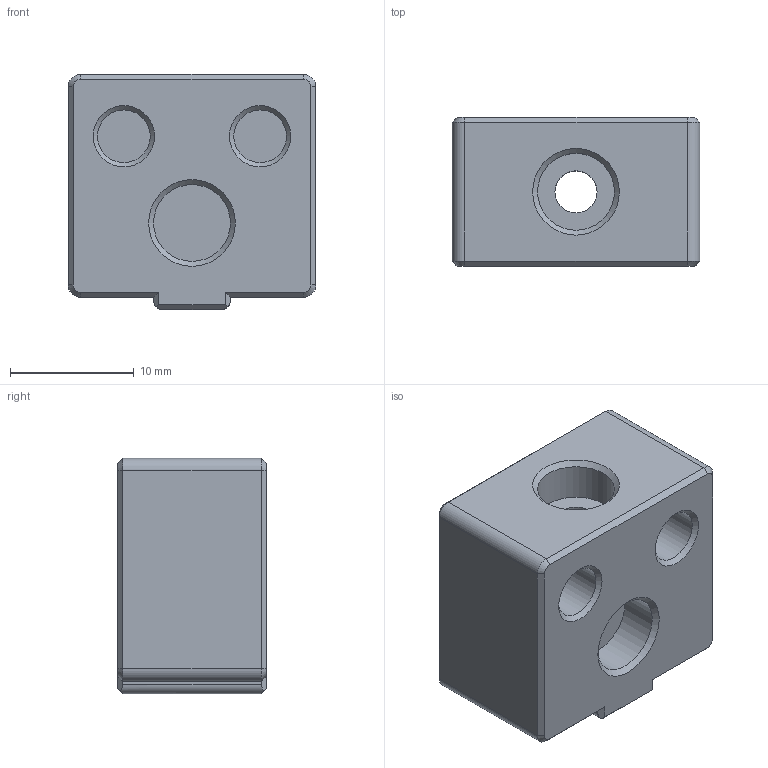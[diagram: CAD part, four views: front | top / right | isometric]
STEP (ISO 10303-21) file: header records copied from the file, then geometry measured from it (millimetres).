
FILE_DESCRIPTION(/* description */ ('FreeCAD Model','CAx-IF Rec.Pracs.---Representation and Presentation of Product Manufacturing Information (PMI)---4.0---2014-10-13'),/* implementation_level */ '2;1');
FILE_NAME(/* name */ 'Mount Dock x2 v2.step',/* time_stamp */ '2025-03-30T13:19:16-06:00',/* author */ (''),/* organization */ (''),/* preprocessor_version */ 'ST-DEVELOPER v20',/* originating_system */ 'Autodesk Translation Framework v13.20.0.188',/* authorisation */ '');
FILE_SCHEMA (('AP242_MANAGED_MODEL_BASED_3D_ENGINEERING_MIM_LF { 1 0 10303 442 1 1 4 }'));
Length unit declared in the file: millimetre
Products named in the file (2): Nude_Dock; Body002
Assembly tree (1 placements, depth 2):
  Nude_Dock
    Body002
Bounding box: 20 x 12 x 19 mm (x, y, z)
Volume: 3872.5 mm3; surface area: 2004.9 mm2
Topology: 1 solids, 1 shells, 53 faces, 117 edges, 70 vertices
Faces by surface type: plane 30, cone 12, cylinder 11
Full cylindrical faces by diameter (mm): 3.4 x1, 4.25 x2, 6.2 x2
Entity records: 1501 total; most frequent: DIRECTION 267, CARTESIAN_POINT 243, ORIENTED_EDGE 234, EDGE_CURVE 117, AXIS2_PLACEMENT_3D 94, LINE 79, VECTOR 79, VERTEX_POINT 70
